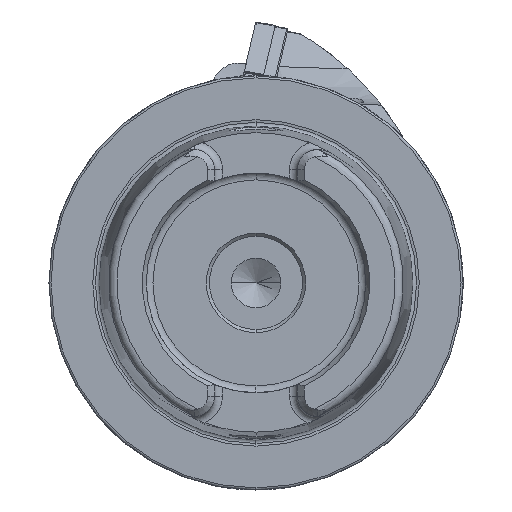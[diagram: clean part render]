
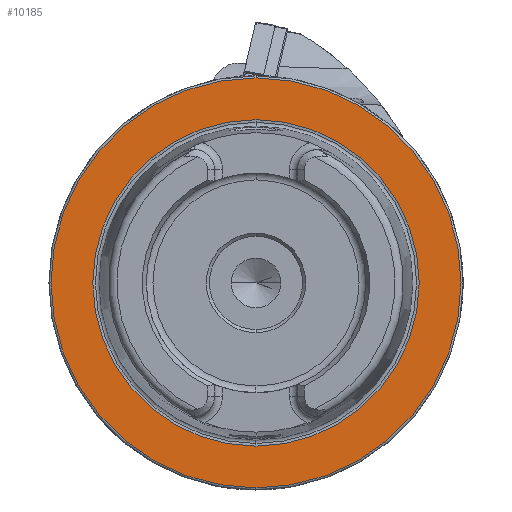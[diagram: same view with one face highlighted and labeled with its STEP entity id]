
A CAD part, left-side view. The second image highlights one B-rep face of the part: STEP entity #10185.
In plain terms, the highlighted planar face has unit normal (-1, 0, 0).
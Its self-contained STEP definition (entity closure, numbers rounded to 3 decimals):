
#105 = ORIENTED_EDGE ( 'NONE', *, *, #16886, .F. ) ;
#106 = ORIENTED_EDGE ( 'NONE', *, *, #16867, .T. ) ;
#107 = ORIENTED_EDGE ( 'NONE', *, *, #16478, .T. ) ;
#108 = ORIENTED_EDGE ( 'NONE', *, *, #16482, .F. ) ;
#893 = CARTESIAN_POINT ( 'NONE',  ( 0., 0., 0. ) ) ;
#894 = DIRECTION ( 'NONE',  ( -1., 0., 0. ) ) ;
#895 = DIRECTION ( 'NONE',  ( 0., 0., 1. ) ) ;
#905 = CARTESIAN_POINT ( 'NONE',  ( 0., 0., 0. ) ) ;
#906 = DIRECTION ( 'NONE',  ( -1., 0., 0. ) ) ;
#907 = DIRECTION ( 'NONE',  ( 0., 0., 1. ) ) ;
#2406 = CIRCLE ( 'NONE', #15576, 49.5 ) ;
#2410 = CIRCLE ( 'NONE', #15580, 39.405 ) ;
#2796 = CIRCLE ( 'NONE', #15708, 49.5 ) ;
#2814 = CIRCLE ( 'NONE', #15718, 39.405 ) ;
#7114 = PLANE ( 'NONE',  #10847 ) ;
#7115 = CARTESIAN_POINT ( 'NONE',  ( 0., 49.5, 0. ) ) ;
#7116 = DIRECTION ( 'NONE',  ( 1., 0., 0. ) ) ;
#7117 = DIRECTION ( 'NONE',  ( 0., 0., -1. ) ) ;
#7422 = VERTEX_POINT ( 'NONE', #8316 ) ;
#7649 = VERTEX_POINT ( 'NONE', #8544 ) ;
#7765 = VERTEX_POINT ( 'NONE', #8659 ) ;
#7950 = VERTEX_POINT ( 'NONE', #8828 ) ;
#8316 = CARTESIAN_POINT ( 'NONE',  ( 0., 0., -39.405 ) ) ;
#8544 = CARTESIAN_POINT ( 'NONE',  ( 0., 0., 49.5 ) ) ;
#8659 = CARTESIAN_POINT ( 'NONE',  ( 0., 0., 39.405 ) ) ;
#8704 = FACE_BOUND ( 'NONE', #16089, .T. ) ;
#8706 = FACE_OUTER_BOUND ( 'NONE', #16086, .T. ) ;
#8828 = CARTESIAN_POINT ( 'NONE',  ( 0., 0., -49.5 ) ) ;
#10185 = ADVANCED_FACE ( 'NONE', ( #8704, #8706 ), #7114, .F. ) ;
#10847 = AXIS2_PLACEMENT_3D ( 'NONE', #7115, #7116, #7117 ) ;
#14296 = CARTESIAN_POINT ( 'NONE',  ( 0., 0., 0. ) ) ;
#14297 = DIRECTION ( 'NONE',  ( -1., 0., 0. ) ) ;
#14298 = DIRECTION ( 'NONE',  ( 0., 0., 1. ) ) ;
#14415 = CARTESIAN_POINT ( 'NONE',  ( 0., 0., 0. ) ) ;
#14416 = DIRECTION ( 'NONE',  ( -1., 0., 0. ) ) ;
#14417 = DIRECTION ( 'NONE',  ( 0., 0., 1. ) ) ;
#15576 = AXIS2_PLACEMENT_3D ( 'NONE', #893, #894, #895 ) ;
#15580 = AXIS2_PLACEMENT_3D ( 'NONE', #905, #906, #907 ) ;
#15708 = AXIS2_PLACEMENT_3D ( 'NONE', #14296, #14297, #14298 ) ;
#15718 = AXIS2_PLACEMENT_3D ( 'NONE', #14415, #14416, #14417 ) ;
#16086 = EDGE_LOOP ( 'NONE', ( #106, #107 ) ) ;
#16089 = EDGE_LOOP ( 'NONE', ( #108, #105 ) ) ;
#16478 = EDGE_CURVE ( 'NONE', #7950, #7649, #2406, .T. ) ;
#16482 = EDGE_CURVE ( 'NONE', #7765, #7422, #2410, .T. ) ;
#16867 = EDGE_CURVE ( 'NONE', #7649, #7950, #2796, .T. ) ;
#16886 = EDGE_CURVE ( 'NONE', #7422, #7765, #2814, .T. ) ;
